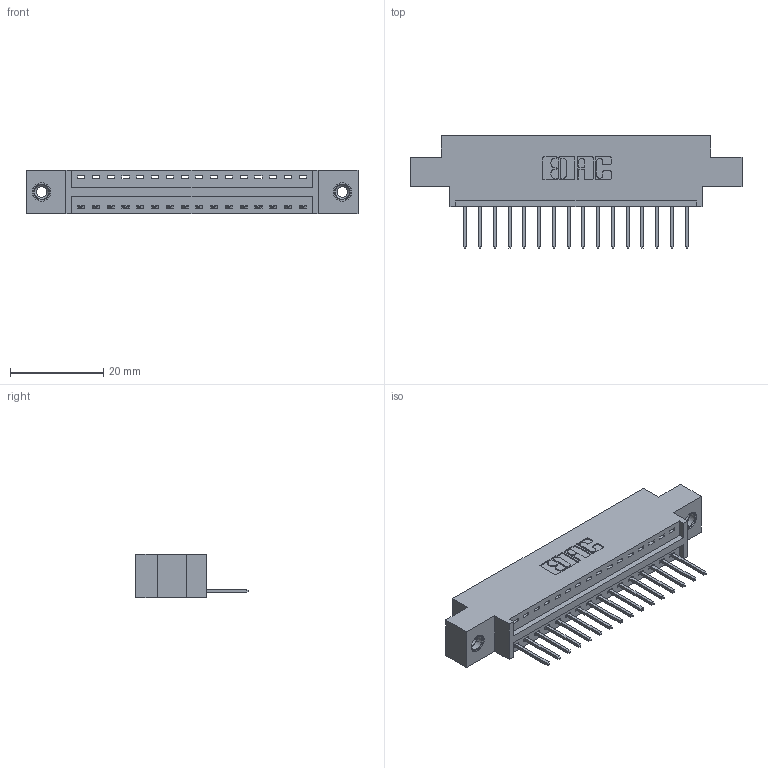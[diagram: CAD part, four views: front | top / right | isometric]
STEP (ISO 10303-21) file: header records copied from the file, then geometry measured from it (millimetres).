
FILE_DESCRIPTION (( 'STEP AP203' ), '1' );
FILE_NAME ('396-016-526-608.STEP', '2019-10-26T18:18:34', ( '' ), ( '' ), 'SwSTEP 2.0', 'SolidWorks 2016', '' );
FILE_SCHEMA (( 'CONFIG_CONTROL_DESIGN' ));
Length unit declared in the file: inch
Products named in the file (4): 346 Part_0.170 Offset - 0.156 Dia-TI; 345-292-001_345-293-126; 345-250-001_345-250-003-102; 396-016-526-608
Assembly tree (19 placements, depth 2):
  396-016-526-608
    346 Part_0.170 Offset - 0.156 Dia-TI
    345-292-001_345-293-126  x16
    345-250-001_345-250-003-102  x2
Bounding box: 71.37 x 24.13 x 9.4 mm (x, y, z)
Volume: 6479.1 mm3; surface area: 7984 mm2
Topology: 19 solids, 19 shells, 1114 faces, 3293 edges, 2166 vertices
Faces by surface type: plane 752, cylinder 346, cone 12, torus 4
Entity records: 14766 total; most frequent: CARTESIAN_POINT 2523, ORIENTED_EDGE 2466, DIRECTION 2283, EDGE_CURVE 1233, VECTOR 1017, LINE 1017, VERTEX_POINT 816, AXIS2_PLACEMENT_3D 633
